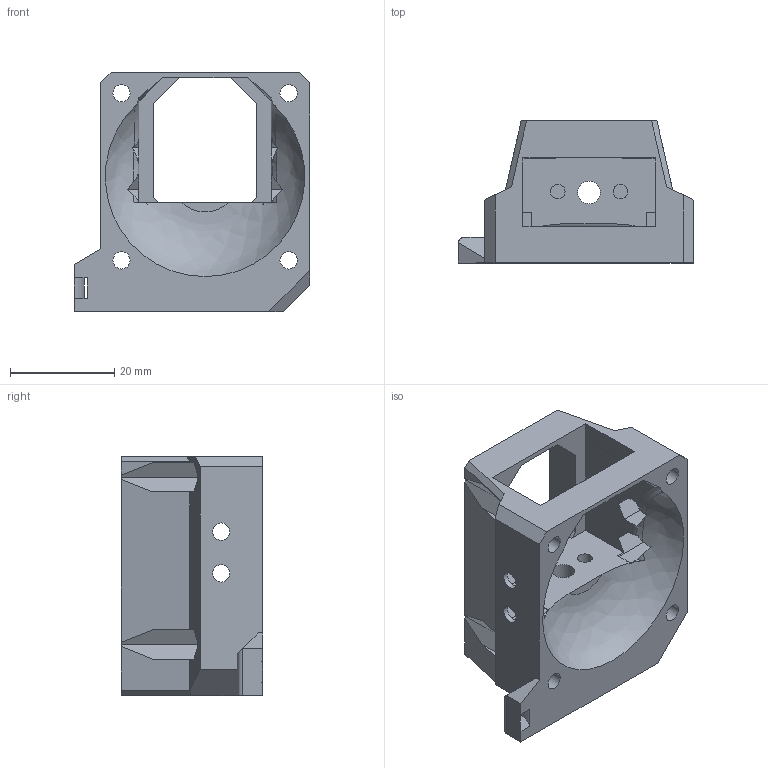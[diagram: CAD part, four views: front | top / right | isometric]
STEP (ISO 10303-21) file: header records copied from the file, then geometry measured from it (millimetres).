
FILE_DESCRIPTION(/* description */ (''),/* implementation_level */ '2;1');
FILE_NAME(/* name */ 'hotend_mosquito.step',/* time_stamp */ '2022-06-28T13:24:08+01:00',/* author */ (''),/* organization */ (''),/* preprocessor_version */ 'ST-DEVELOPER v19',/* originating_system */ 'Autodesk Translation Framework v11.7.0.108',/* authorisation */ '');
FILE_SCHEMA (('AUTOMOTIVE_DESIGN { 1 0 10303 214 3 1 1 }'));
Length unit declared in the file: millimetre
Products named in the file (1): hotend_mosquito
Bounding box: 45 x 27.15 x 45.8 mm (x, y, z)
Volume: 21525.2 mm3; surface area: 10736.2 mm2
Topology: 1 solids, 1 shells, 138 faces, 396 edges, 262 vertices
Faces by surface type: plane 109, cylinder 16, bspline 10, cone 3
Full cylindrical faces by diameter (mm): 2.8 x2, 3.3 x8, 4.35 x1, 5 x2
Entity records: 4952 total; most frequent: CARTESIAN_POINT 1334, ORIENTED_EDGE 792, DIRECTION 657, EDGE_CURVE 396, LINE 307, VECTOR 307, VERTEX_POINT 262, AXIS2_PLACEMENT_3D 175
